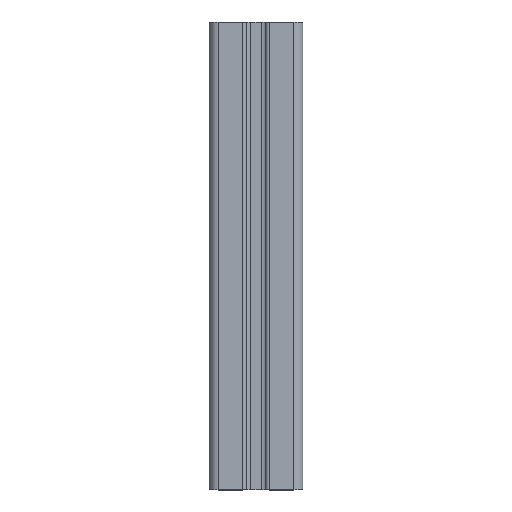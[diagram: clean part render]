
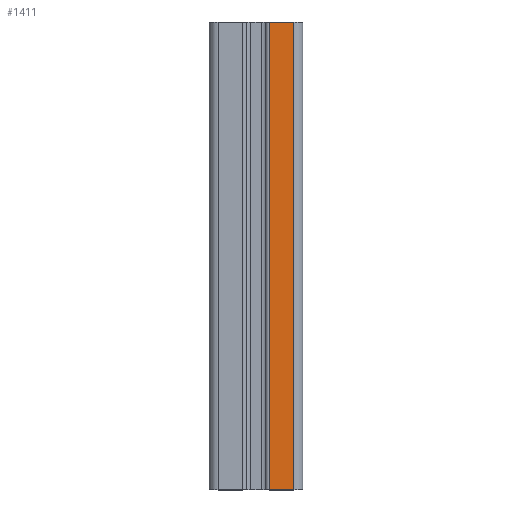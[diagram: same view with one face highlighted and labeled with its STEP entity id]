
A CAD part, top view. The second image highlights one B-rep face of the part: STEP entity #1411.
In plain terms, the highlighted planar face has unit normal (0, 0, 1).
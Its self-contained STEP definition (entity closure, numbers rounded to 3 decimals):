
#25=PLANE('',#1512);
#67=FACE_OUTER_BOUND('',#142,.T.);
#142=EDGE_LOOP('',(#987,#988,#989,#990));
#234=LINE('',#2210,#362);
#235=LINE('',#2214,#363);
#236=LINE('',#2216,#364);
#237=LINE('',#2217,#365);
#362=VECTOR('',#1753,200.);
#363=VECTOR('',#1758,10.4);
#364=VECTOR('',#1759,200.);
#365=VECTOR('',#1760,10.4);
#585=VERTEX_POINT('',#2207);
#586=VERTEX_POINT('',#2209);
#587=VERTEX_POINT('',#2213);
#588=VERTEX_POINT('',#2215);
#749=EDGE_CURVE('',#585,#586,#234,.T.);
#751=EDGE_CURVE('',#585,#587,#235,.T.);
#752=EDGE_CURVE('',#587,#588,#236,.T.);
#753=EDGE_CURVE('',#586,#588,#237,.T.);
#987=ORIENTED_EDGE('',*,*,#751,.T.);
#988=ORIENTED_EDGE('',*,*,#752,.T.);
#989=ORIENTED_EDGE('',*,*,#753,.F.);
#990=ORIENTED_EDGE('',*,*,#749,.F.);
#1411=ADVANCED_FACE('',(#67),#25,.T.);
#1512=AXIS2_PLACEMENT_3D('',#2212,#1756,#1757);
#1753=DIRECTION('',(0.,-1.,0.));
#1756=DIRECTION('center_axis',(0.,0.,1.));
#1757=DIRECTION('ref_axis',(1.,0.,0.));
#1758=DIRECTION('',(-1.,0.,0.));
#1759=DIRECTION('',(0.,-1.,0.));
#1760=DIRECTION('',(-1.,0.,0.));
#2207=CARTESIAN_POINT('',(16.,200.,20.));
#2209=CARTESIAN_POINT('',(16.,0.,20.));
#2210=CARTESIAN_POINT('',(16.,0.,20.));
#2212=CARTESIAN_POINT('Origin',(5.6,0.,20.));
#2213=CARTESIAN_POINT('',(5.6,200.,20.));
#2214=CARTESIAN_POINT('',(2.8,200.,20.));
#2215=CARTESIAN_POINT('',(5.6,0.,20.));
#2216=CARTESIAN_POINT('',(5.6,0.,20.));
#2217=CARTESIAN_POINT('',(2.8,0.,20.));
